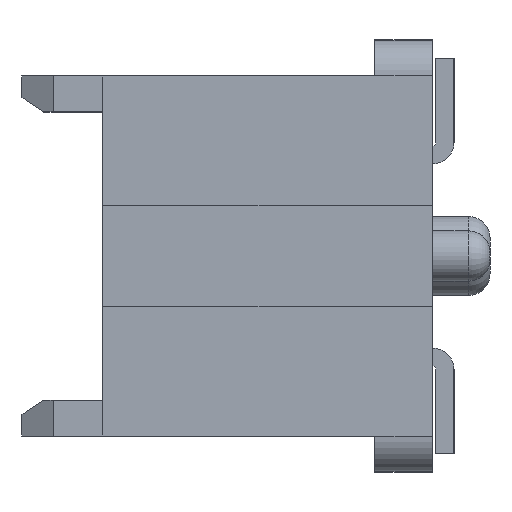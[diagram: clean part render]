
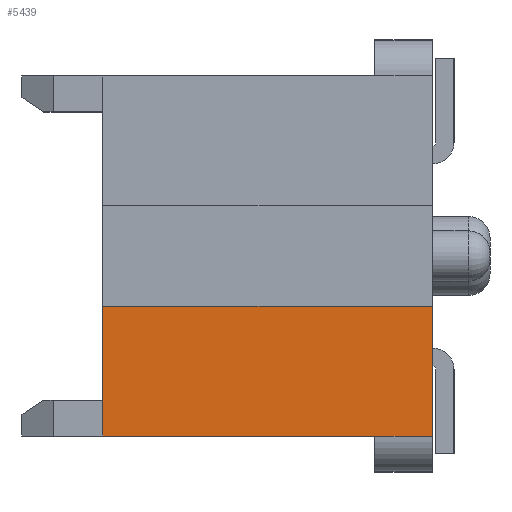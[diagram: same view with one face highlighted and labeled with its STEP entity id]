
A CAD part, left-side view. The second image highlights one B-rep face of the part: STEP entity #5439.
In plain terms, the highlighted planar face has unit normal (-1, 0, 0).
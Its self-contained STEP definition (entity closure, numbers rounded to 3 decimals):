
#1067 = CARTESIAN_POINT ( 'NONE',  ( -34.9, 4.88, -2.5 ) ) ;
#1139 = EDGE_CURVE ( 'NONE', #25507, #9252, #19532, .T. ) ;
#1172 = EDGE_CURVE ( 'NONE', #22490, #1272, #28579, .T. ) ;
#1250 = CARTESIAN_POINT ( 'NONE',  ( -34.9, 0.3, -2.5 ) ) ;
#1272 = VERTEX_POINT ( 'NONE', #20405 ) ;
#1686 = ORIENTED_EDGE ( 'NONE', *, *, #16488, .T. ) ;
#3456 = ORIENTED_EDGE ( 'NONE', *, *, #9923, .T. ) ;
#3741 = VECTOR ( 'NONE', #6339, 1000. ) ;
#4253 = PLANE ( 'NONE',  #16609 ) ;
#4709 = ORIENTED_EDGE ( 'NONE', *, *, #1172, .F. ) ;
#5439 = ADVANCED_FACE ( 'NONE', ( #24667 ), #4253, .F. ) ;
#6339 = DIRECTION ( 'NONE',  ( 0., 1., 0. ) ) ;
#8018 = CARTESIAN_POINT ( 'NONE',  ( -34.9, 4.88, -3. ) ) ;
#8548 = CARTESIAN_POINT ( 'NONE',  ( -34.9, 1.1, -2.5 ) ) ;
#8799 = LINE ( 'NONE', #28784, #24756 ) ;
#9252 = VERTEX_POINT ( 'NONE', #13326 ) ;
#9492 = VERTEX_POINT ( 'NONE', #11988 ) ;
#9923 = EDGE_CURVE ( 'NONE', #9492, #25507, #8799, .T. ) ;
#10063 = LINE ( 'NONE', #24695, #3741 ) ;
#10742 = VECTOR ( 'NONE', #16381, 1000. ) ;
#11988 = CARTESIAN_POINT ( 'NONE',  ( -34.9, 1.1, -2.5 ) ) ;
#13034 = ORIENTED_EDGE ( 'NONE', *, *, #1139, .T. ) ;
#13326 = CARTESIAN_POINT ( 'NONE',  ( -34.9, 0.3, -0.7 ) ) ;
#14098 = ORIENTED_EDGE ( 'NONE', *, *, #27053, .T. ) ;
#15236 = DIRECTION ( 'NONE',  ( 0., 0., 1. ) ) ;
#15291 = DIRECTION ( 'NONE',  ( 0., -1., 0. ) ) ;
#15951 = LINE ( 'NONE', #24998, #10742 ) ;
#16381 = DIRECTION ( 'NONE',  ( 0., -1., 0. ) ) ;
#16488 = EDGE_CURVE ( 'NONE', #22490, #9492, #15951, .T. ) ;
#16609 = AXIS2_PLACEMENT_3D ( 'NONE', #8548, #26732, #22145 ) ;
#17800 = VECTOR ( 'NONE', #19672, 1000. ) ;
#18268 = VECTOR ( 'NONE', #15236, 1000. ) ;
#19532 = LINE ( 'NONE', #23841, #17800 ) ;
#19672 = DIRECTION ( 'NONE',  ( 0., 0., 1. ) ) ;
#20405 = CARTESIAN_POINT ( 'NONE',  ( -34.9, 4.88, -0.7 ) ) ;
#21407 = EDGE_LOOP ( 'NONE', ( #14098, #4709, #1686, #3456, #13034 ) ) ;
#22145 = DIRECTION ( 'NONE',  ( 0., 0., -1. ) ) ;
#22490 = VERTEX_POINT ( 'NONE', #1067 ) ;
#23841 = CARTESIAN_POINT ( 'NONE',  ( -34.9, 0.3, -2.5 ) ) ;
#24667 = FACE_OUTER_BOUND ( 'NONE', #21407, .T. ) ;
#24695 = CARTESIAN_POINT ( 'NONE',  ( -34.9, 0.3, -0.7 ) ) ;
#24756 = VECTOR ( 'NONE', #15291, 1000. ) ;
#24998 = CARTESIAN_POINT ( 'NONE',  ( -34.9, 75.979, -2.5 ) ) ;
#25507 = VERTEX_POINT ( 'NONE', #1250 ) ;
#26732 = DIRECTION ( 'NONE',  ( 1., 0., 0. ) ) ;
#27053 = EDGE_CURVE ( 'NONE', #9252, #1272, #10063, .T. ) ;
#28579 = LINE ( 'NONE', #8018, #18268 ) ;
#28784 = CARTESIAN_POINT ( 'NONE',  ( -34.9, 1.1, -2.5 ) ) ;
